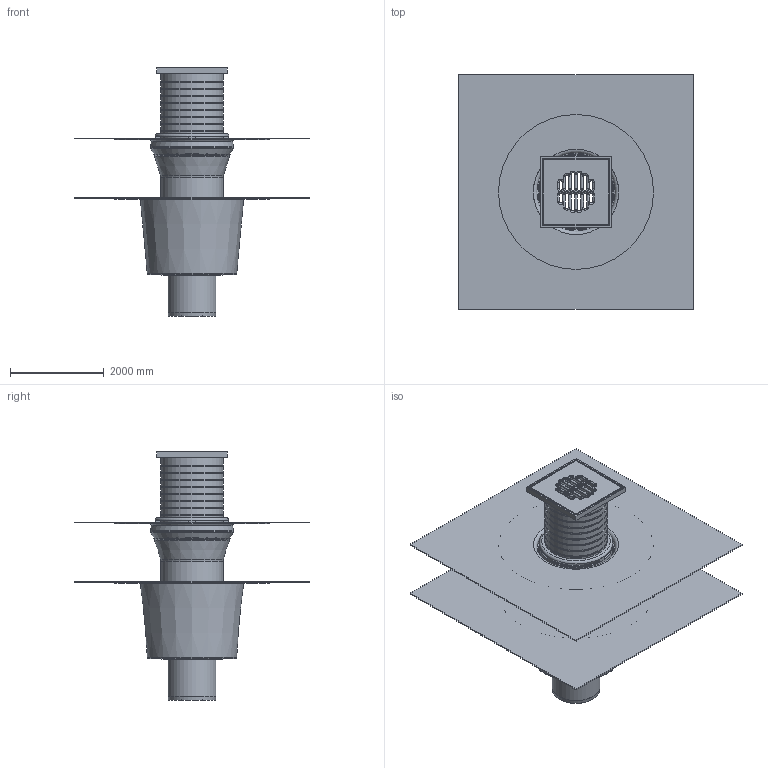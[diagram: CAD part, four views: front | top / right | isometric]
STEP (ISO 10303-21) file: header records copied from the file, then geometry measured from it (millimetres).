
FILE_DESCRIPTION(/* description */ (''),/* implementation_level */ '2;1');
FILE_NAME(/* name */ '16398.100X_3D.stp',/* time_stamp */ '2025-01-06T10:03:15+01:00',/* author */ ('c.rudolph'),/* organization */ (''),/* preprocessor_version */ 'ST-DEVELOPER v20',/* originating_system */ 'AutoCAD Mechanical',/* authorisation */ '');
FILE_SCHEMA (('AUTOMOTIVE_DESIGN { 1 0 10303 214 3 1 1 }'));
Length unit declared in the file: centimetre
Products named in the file (2): Product; *S0
Assembly tree (1 placements, depth 2):
  Product
    *S0
Bounding box: 5000 x 5000 x 5284.45 mm (x, y, z)
Volume: 4340680894 mm3; surface area: 229607404.5 mm2
Topology: 17 solids, 19 shells, 633 faces, 1490 edges, 915 vertices
Faces by surface type: plane 239, cylinder 189, torus 133, cone 64, sphere 8
Full cylindrical faces by diameter (mm): 35 x4, 80 x4, 100 x1, 980 x2, 1020 x4, 1250 x2, 1280 x2, 1300 x1, 1310 x1, 1320 x8, 1330 x10, 1334 x1, 1400 x1, 1410 x2, 1450 x1, 1460 x4, 1500 x4, 1520 x2, 1550 x1, 1700 x4, 1740 x4, 1770 x2, 1780 x1, 3300 x2
Entity records: 19207 total; most frequent: CARTESIAN_POINT 3946, DIRECTION 3504, ORIENTED_EDGE 2978, EDGE_CURVE 1489, AXIS2_PLACEMENT_3D 1457, VERTEX_POINT 913, CIRCLE 805, EDGE_LOOP 720
